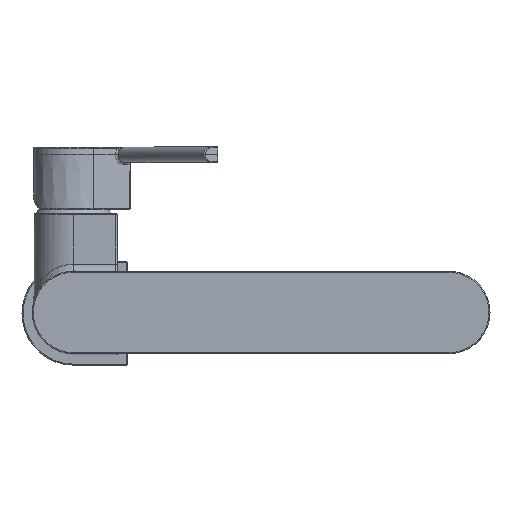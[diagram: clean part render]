
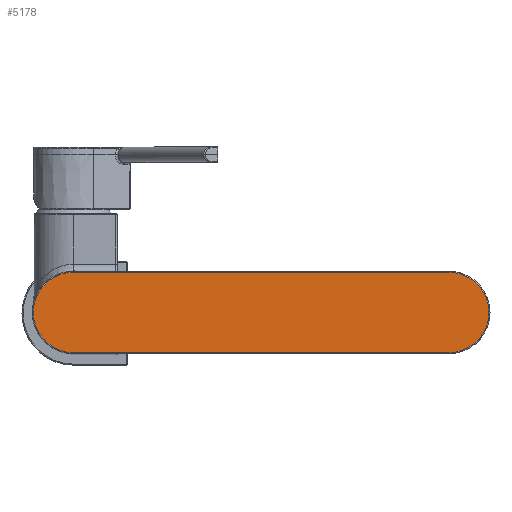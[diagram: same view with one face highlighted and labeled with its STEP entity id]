
A CAD part, top view. The second image highlights one B-rep face of the part: STEP entity #5178.
In plain terms, the highlighted planar face has unit normal (0, 0, 1).
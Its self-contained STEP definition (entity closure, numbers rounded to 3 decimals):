
#165=PLANE('',#6215);
#417=LINE('',#10601,#685);
#418=LINE('',#10606,#686);
#685=VECTOR('',#7280,1000.);
#686=VECTOR('',#7285,1000.);
#2482=ORIENTED_EDGE('',*,*,#3462,.T.);
#2483=ORIENTED_EDGE('',*,*,#3457,.T.);
#2484=ORIENTED_EDGE('',*,*,#3464,.T.);
#2485=ORIENTED_EDGE('',*,*,#3466,.T.);
#3457=EDGE_CURVE('',#4248,#4247,#4535,.F.);
#3462=EDGE_CURVE('',#4250,#4248,#417,.F.);
#3464=EDGE_CURVE('',#4247,#4253,#418,.F.);
#3466=EDGE_CURVE('',#4253,#4250,#4540,.F.);
#4247=VERTEX_POINT('',#10590);
#4248=VERTEX_POINT('',#10592);
#4250=VERTEX_POINT('',#10598);
#4253=VERTEX_POINT('',#10605);
#4535=CIRCLE('',#6162,19.5);
#4540=CIRCLE('',#6170,19.5);
#4767=EDGE_LOOP('',(#2482,#2483,#2484,#2485));
#4982=FACE_BOUND('',#4767,.T.);
#5178=ADVANCED_FACE('',(#4982),#165,.F.);
#6162=AXIS2_PLACEMENT_3D('',#10591,#7269,#7270);
#6170=AXIS2_PLACEMENT_3D('',#10609,#7289,#7290);
#6215=AXIS2_PLACEMENT_3D('',#10909,#7401,#7402);
#7269=DIRECTION('',(0.,0.,-1.));
#7270=DIRECTION('',(-1.,0.,0.));
#7280=DIRECTION('',(-1.,0.,0.));
#7285=DIRECTION('',(1.,0.,0.));
#7289=DIRECTION('',(0.,0.,-1.));
#7290=DIRECTION('',(-1.,0.,0.));
#7401=DIRECTION('',(0.,0.,-1.));
#7402=DIRECTION('',(-1.,0.,0.));
#10590=CARTESIAN_POINT('',(181.6,19.5,312.1));
#10591=CARTESIAN_POINT('',(181.6,0.,312.1));
#10592=CARTESIAN_POINT('',(181.6,-19.5,312.1));
#10598=CARTESIAN_POINT('',(0.,-19.5,312.1));
#10601=CARTESIAN_POINT('',(119.2,-19.5,312.1));
#10605=CARTESIAN_POINT('',(0.,19.5,312.1));
#10606=CARTESIAN_POINT('',(119.2,19.5,312.1));
#10609=CARTESIAN_POINT('',(0.,0.,312.1));
#10909=CARTESIAN_POINT('',(119.2,0.,312.1));
